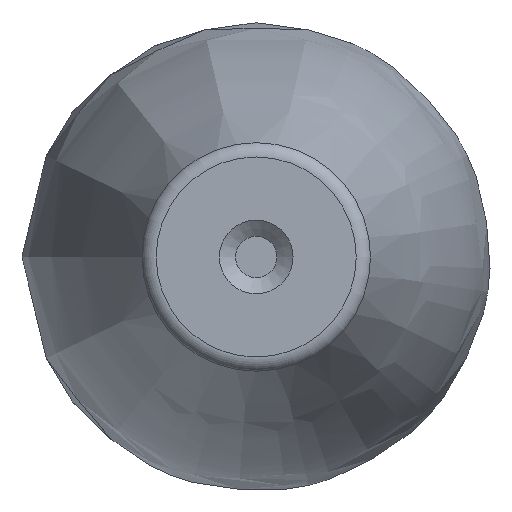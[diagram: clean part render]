
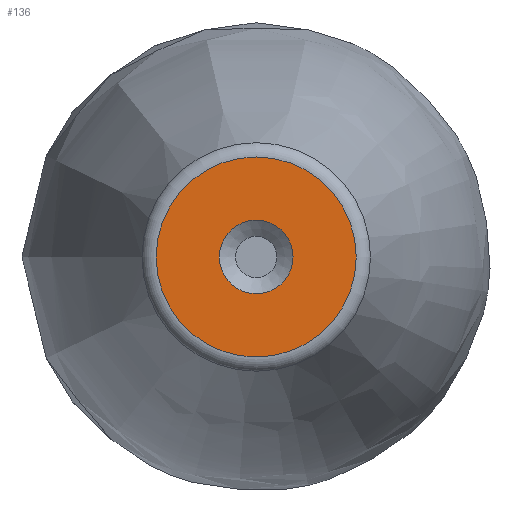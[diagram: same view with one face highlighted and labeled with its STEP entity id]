
A CAD part, front view. The second image highlights one B-rep face of the part: STEP entity #136.
In plain terms, the highlighted planar face has unit normal (0, -1, 0).
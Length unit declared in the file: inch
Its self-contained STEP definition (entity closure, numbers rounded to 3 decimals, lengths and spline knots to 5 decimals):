
#16=PLANE('',#159);
#21=FACE_BOUND('',#43,.T.);
#29=FACE_OUTER_BOUND('',#42,.T.);
#42=EDGE_LOOP('',(#110));
#43=EDGE_LOOP('',(#111));
#59=CIRCLE('',#156,0.375);
#61=CIRCLE('',#160,1.01869);
#70=VERTEX_POINT('',#936);
#72=VERTEX_POINT('',#942);
#84=EDGE_CURVE('',#70,#70,#59,.T.);
#86=EDGE_CURVE('',#72,#72,#61,.T.);
#110=ORIENTED_EDGE('',*,*,#86,.F.);
#111=ORIENTED_EDGE('',*,*,#84,.F.);
#136=ADVANCED_FACE('',(#29,#21),#16,.T.);
#156=AXIS2_PLACEMENT_3D('',#937,#182,#183);
#159=AXIS2_PLACEMENT_3D('',#941,#188,#189);
#160=AXIS2_PLACEMENT_3D('',#943,#190,#191);
#182=DIRECTION('center_axis',(0.,-1.,0.));
#183=DIRECTION('ref_axis',(-1.,0.,0.));
#188=DIRECTION('center_axis',(0.,-1.,0.));
#189=DIRECTION('ref_axis',(0.,0.,-1.));
#190=DIRECTION('center_axis',(0.,1.,0.));
#191=DIRECTION('ref_axis',(0.,0.,-1.));
#936=CARTESIAN_POINT('',(0.375,0.,0.));
#937=CARTESIAN_POINT('Origin',(0.,0.,0.));
#941=CARTESIAN_POINT('Origin',(0.,0.,0.));
#942=CARTESIAN_POINT('',(-1.01869,0.,0.));
#943=CARTESIAN_POINT('Origin',(0.,0.,
0.));
